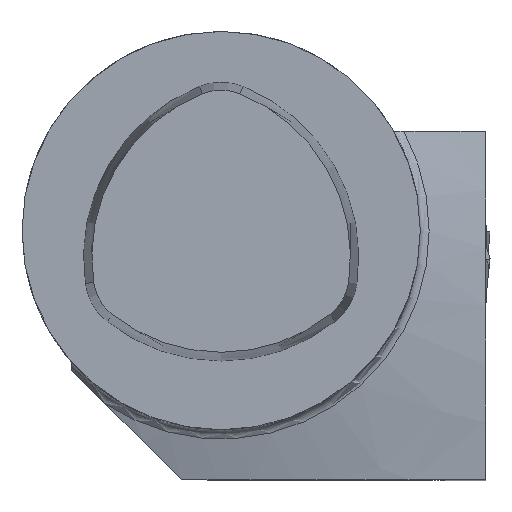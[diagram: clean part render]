
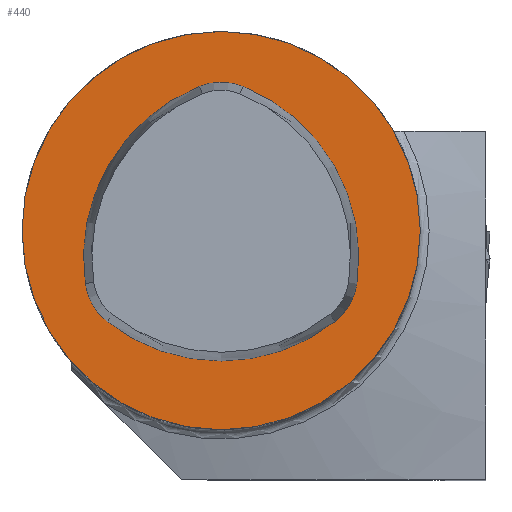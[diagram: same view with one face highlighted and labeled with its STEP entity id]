
A CAD part, top view. The second image highlights one B-rep face of the part: STEP entity #440.
In plain terms, the highlighted planar face has unit normal (0, 0, 1).
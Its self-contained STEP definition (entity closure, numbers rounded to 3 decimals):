
#440=ADVANCED_FACE('',(#588),#518,.T.);
#518=PLANE('',#1673);
#588=FACE_OUTER_BOUND('',#679,.T.);
#679=EDGE_LOOP('',(#878));
#878=ORIENTED_EDGE('',*,*,#1375,.T.);
#1222=VERTEX_POINT('',#2331);
#1375=EDGE_CURVE('',#1222,#1222,#1572,.T.);
#1572=CIRCLE('',#1648,20.);
#1648=AXIS2_PLACEMENT_3D('',#2330,#1844,#1845);
#1673=AXIS2_PLACEMENT_3D('',#2486,#1936,#1937);
#1844=DIRECTION('',(0.,0.,1.));
#1845=DIRECTION('',(-1.,0.,0.));
#1936=DIRECTION('',(0.,0.,1.));
#1937=DIRECTION('',(-1.,0.,0.));
#2330=CARTESIAN_POINT('',(0.,0.,0.));
#2331=CARTESIAN_POINT('',(-20.,0.,0.));
#2486=CARTESIAN_POINT('',(0.,0.,0.));
